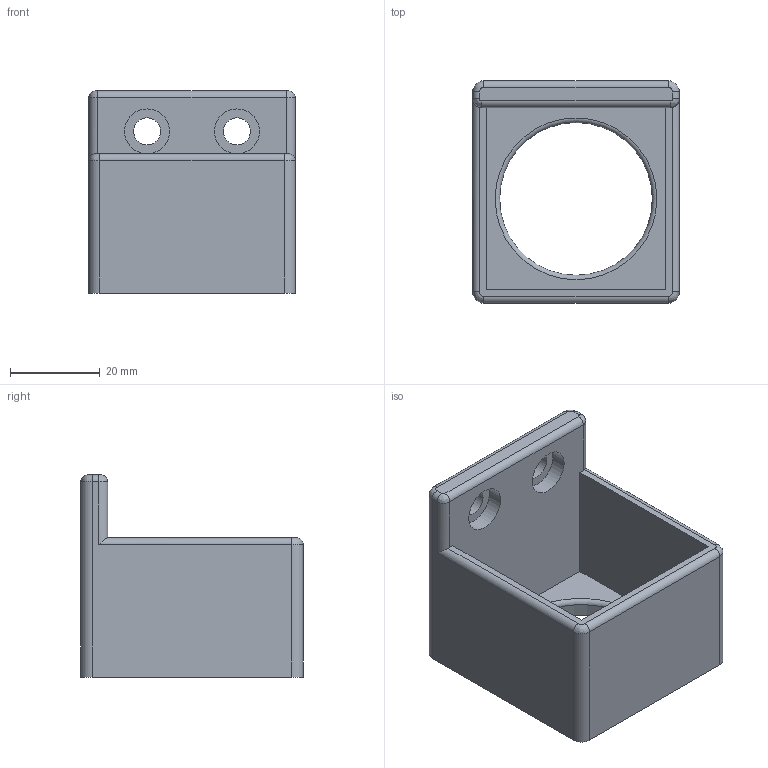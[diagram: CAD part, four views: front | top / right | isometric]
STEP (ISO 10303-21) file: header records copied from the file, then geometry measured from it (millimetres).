
FILE_DESCRIPTION(/* description */ (''),/* implementation_level */ '2;1');
FILE_NAME(/* name */ 'Air Filter Mount.step',/* time_stamp */ '2025-11-18T11:03:35-05:00',/* author */ (''),/* organization */ (''),/* preprocessor_version */ 'ST-DEVELOPER v20.1',/* originating_system */ 'Autodesk Translation Framework v14.21.0.0',/* authorisation */ '');
FILE_SCHEMA (('AUTOMOTIVE_DESIGN { 1 0 10303 214 3 1 1 }'));
Length unit declared in the file: millimetre
Products named in the file (1): Air Filter Mount
Bounding box: 46 x 49.5 x 45 mm (x, y, z)
Volume: 26026 mm3; surface area: 14696.2 mm2
Topology: 1 solids, 1 shells, 39 faces, 93 edges, 58 vertices
Faces by surface type: cylinder 18, plane 14, bspline 6, torus 1
Full cylindrical faces by diameter (mm): 6 x2, 10 x2, 34 x1
Entity records: 1224 total; most frequent: CARTESIAN_POINT 257, DIRECTION 202, ORIENTED_EDGE 186, EDGE_CURVE 93, AXIS2_PLACEMENT_3D 77, VERTEX_POINT 58, LINE 48, VECTOR 48
